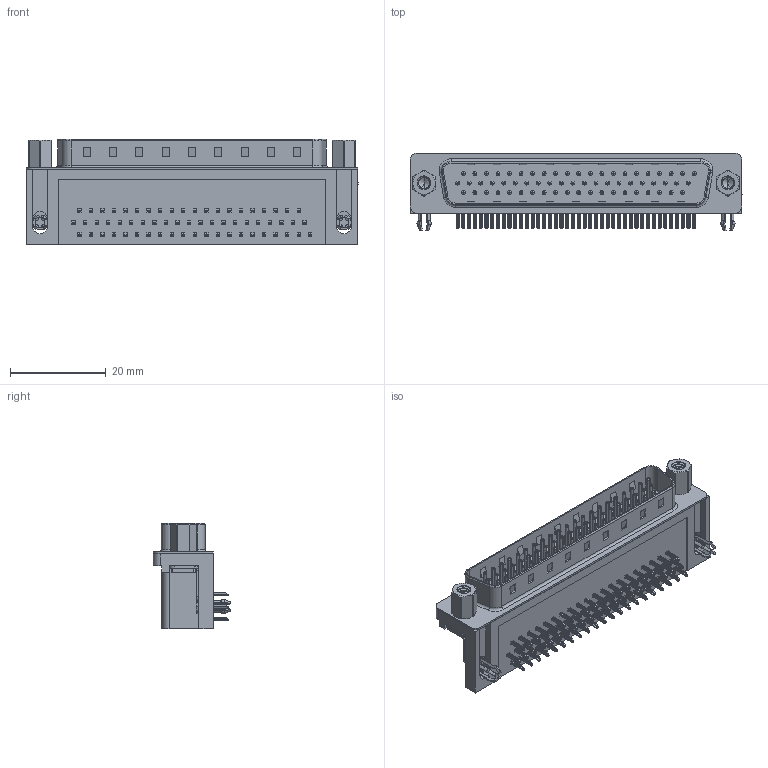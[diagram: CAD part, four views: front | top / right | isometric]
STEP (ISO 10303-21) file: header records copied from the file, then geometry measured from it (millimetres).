
FILE_DESCRIPTION (( 'STEP AP203' ), '1' );
FILE_NAME ('633-062-663-043.STEP', '2018-11-09T04:30:20', ( '' ), ( '' ), 'SwSTEP 2.0', 'SolidWorks 2016', '' );
FILE_SCHEMA (( 'CONFIG_CONTROL_DESIGN' ));
Length unit declared in the file: millimetre
Products named in the file (9): 633-062-663-043; 633 Housing_62 Contact; 633 Shell_62 Contact; 633 Contact Bottom; 633 Contact Middle; 633 Contact Top; 633 4 Prong Board Lock; 633 4-40 Threaded Rivet; 633 4-40 Hex Standoff
Assembly tree (70 placements, depth 2):
  633-062-663-043
    633 Housing_62 Contact
    633 Shell_62 Contact
    633 Contact Bottom  x20
    633 Contact Middle  x21
    633 Contact Top  x21
    633 4 Prong Board Lock  x2
    633 4-40 Threaded Rivet  x2
    633 4-40 Hex Standoff  x2
Bounding box: 69.4 x 16.25 x 22.1 mm (x, y, z)
Volume: 11266.4 mm3; surface area: 13932.4 mm2
Topology: 70 solids, 70 shells, 5316 faces, 13170 edges, 8125 vertices
Faces by surface type: plane 3277, cylinder 1512, torus 435, cone 74, bspline 18
Entity records: 41535 total; most frequent: CARTESIAN_POINT 10310, DIRECTION 6025, ORIENTED_EDGE 5818, EDGE_CURVE 2909, AXIS2_PLACEMENT_3D 2009, LINE 2007, VECTOR 2007, VERTEX_POINT 1883
